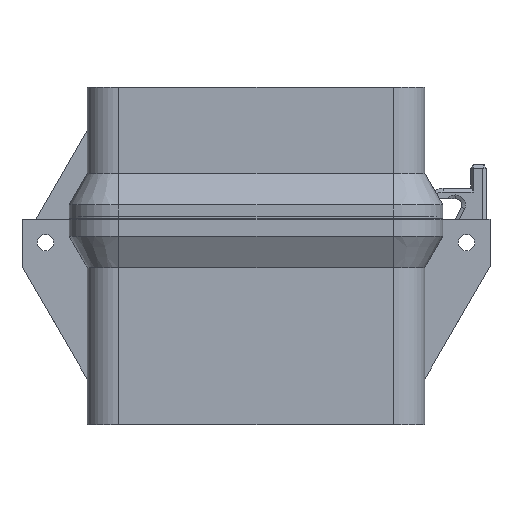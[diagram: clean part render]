
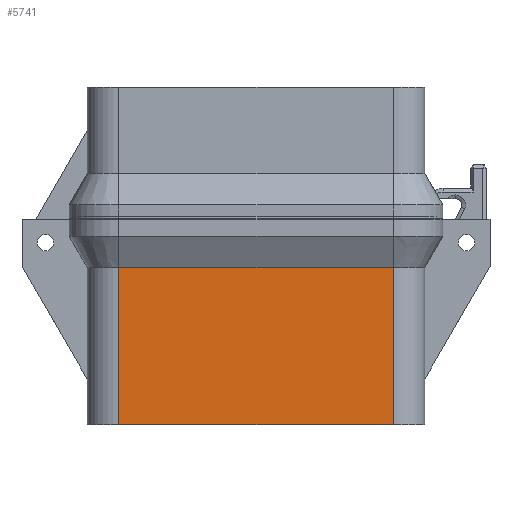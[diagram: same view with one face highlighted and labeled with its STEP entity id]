
A CAD part, left-side view. The second image highlights one B-rep face of the part: STEP entity #5741.
In plain terms, the highlighted planar face has unit normal (-1, 0, 0).
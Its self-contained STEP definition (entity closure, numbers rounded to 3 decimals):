
#74 = VERTEX_POINT ( 'NONE', #11201 ) ;
#463 = CARTESIAN_POINT ( 'NONE',  ( -93., 35., 0. ) ) ;
#1996 = VECTOR ( 'NONE', #9514, 1000. ) ;
#3180 = ORIENTED_EDGE ( 'NONE', *, *, #6935, .T. ) ;
#3229 = PLANE ( 'NONE',  #12103 ) ;
#4556 = DIRECTION ( 'NONE',  ( 0., 0., -1. ) ) ;
#5741 = ADVANCED_FACE ( 'NONE', ( #16445 ), #3229, .F. ) ;
#6935 = EDGE_CURVE ( 'NONE', #74, #28477, #11669, .T. ) ;
#7081 = ORIENTED_EDGE ( 'NONE', *, *, #28465, .T. ) ;
#8128 = CARTESIAN_POINT ( 'NONE',  ( -93., 35., 40. ) ) ;
#8274 = DIRECTION ( 'NONE',  ( 0., 1., 0. ) ) ;
#9514 = DIRECTION ( 'NONE',  ( 0., -1., 0. ) ) ;
#10028 = CARTESIAN_POINT ( 'NONE',  ( -93., 35., 3. ) ) ;
#10499 = LINE ( 'NONE', #8128, #24824 ) ;
#11201 = CARTESIAN_POINT ( 'NONE',  ( -93., 35., 40. ) ) ;
#11514 = CARTESIAN_POINT ( 'NONE',  ( -93., -35., 3. ) ) ;
#11669 = LINE ( 'NONE', #10028, #20652 ) ;
#11966 = DIRECTION ( 'NONE',  ( 0., 0., -1. ) ) ;
#12103 = AXIS2_PLACEMENT_3D ( 'NONE', #25479, #12284, #14362 ) ;
#12284 = DIRECTION ( 'NONE',  ( 1., 0., 0. ) ) ;
#14362 = DIRECTION ( 'NONE',  ( 0., 1., 0. ) ) ;
#16125 = VECTOR ( 'NONE', #4556, 1000. ) ;
#16445 = FACE_OUTER_BOUND ( 'NONE', #27542, .T. ) ;
#16664 = VERTEX_POINT ( 'NONE', #19755 ) ;
#17176 = CARTESIAN_POINT ( 'NONE',  ( -93., 35., 0. ) ) ;
#17416 = EDGE_CURVE ( 'NONE', #16664, #25136, #20557, .T. ) ;
#19755 = CARTESIAN_POINT ( 'NONE',  ( -93., -35., 40. ) ) ;
#19888 = ORIENTED_EDGE ( 'NONE', *, *, #23574, .T. ) ;
#20557 = LINE ( 'NONE', #11514, #16125 ) ;
#20652 = VECTOR ( 'NONE', #11966, 1000. ) ;
#21157 = CARTESIAN_POINT ( 'NONE',  ( -93., -35., 0. ) ) ;
#23300 = LINE ( 'NONE', #463, #1996 ) ;
#23574 = EDGE_CURVE ( 'NONE', #28477, #25136, #23300, .T. ) ;
#24824 = VECTOR ( 'NONE', #8274, 1000. ) ;
#25136 = VERTEX_POINT ( 'NONE', #21157 ) ;
#25479 = CARTESIAN_POINT ( 'NONE',  ( -93., 35., 3. ) ) ;
#26195 = ORIENTED_EDGE ( 'NONE', *, *, #17416, .F. ) ;
#27542 = EDGE_LOOP ( 'NONE', ( #26195, #7081, #3180, #19888 ) ) ;
#28465 = EDGE_CURVE ( 'NONE', #16664, #74, #10499, .T. ) ;
#28477 = VERTEX_POINT ( 'NONE', #17176 ) ;
